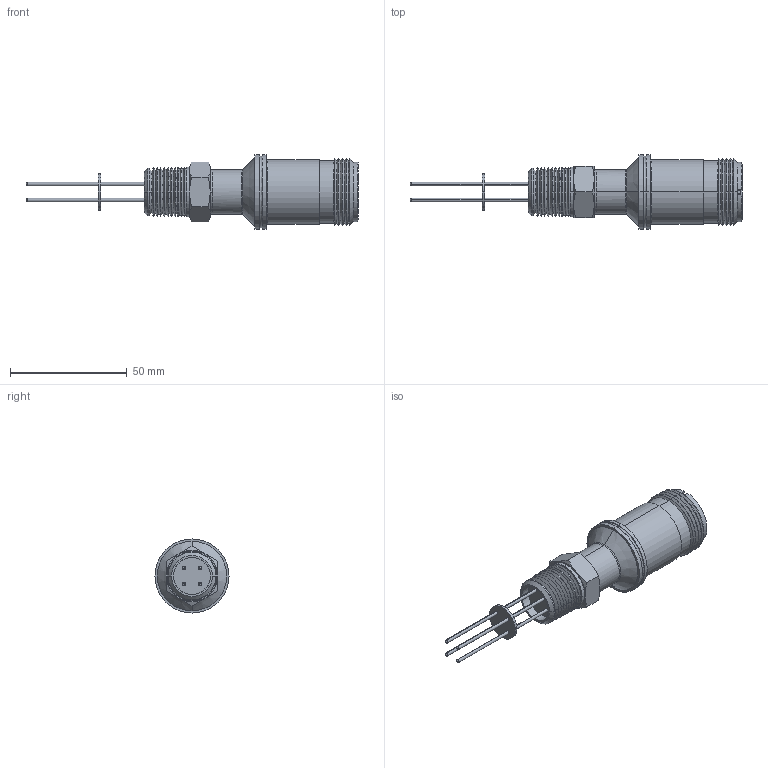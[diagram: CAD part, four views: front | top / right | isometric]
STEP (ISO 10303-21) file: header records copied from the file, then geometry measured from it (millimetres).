
FILE_DESCRIPTION (( 'STEP AP203' ), '1' );
FILE_NAME ('A0198-4-NPT.STEP', '2013-03-13T15:25:58', ( '' ), ( '' ), 'SwSTEP 2.0', 'SolidWorks 2012', '' );
FILE_SCHEMA (( 'CONFIG_CONTROL_DESIGN' ));
Length unit declared in the file: inch
Products named in the file (1): A0198-4-NPT
Bounding box: 142.11 x 31.75 x 31.75 mm (x, y, z)
Volume: 14274.5 mm3; surface area: 22314.1 mm2
Topology: 1 solids, 1 shells, 268 faces, 601 edges, 376 vertices
Faces by surface type: cylinder 94, cone 89, plane 61, bspline 24
Entity records: 8187 total; most frequent: CARTESIAN_POINT 2005, DIRECTION 1393, ORIENTED_EDGE 1202, EDGE_CURVE 601, AXIS2_PLACEMENT_3D 598, VERTEX_POINT 376, CIRCLE 353, EDGE_LOOP 321
